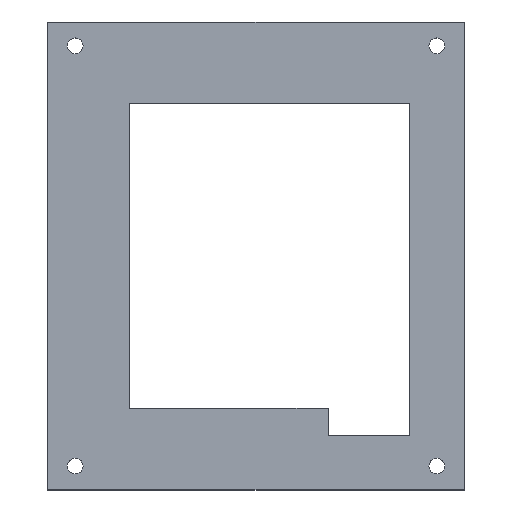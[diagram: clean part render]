
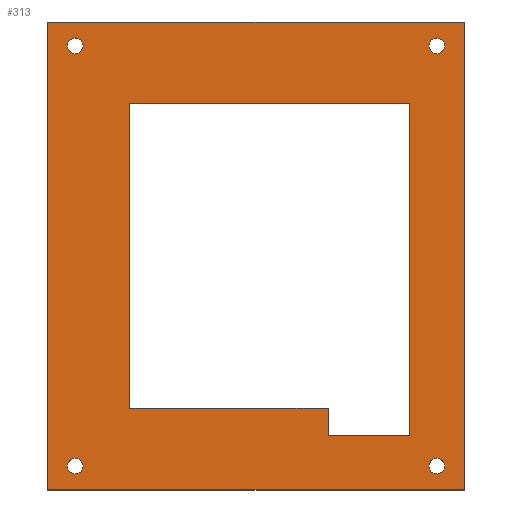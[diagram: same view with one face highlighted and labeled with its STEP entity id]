
A CAD part, top view. The second image highlights one B-rep face of the part: STEP entity #313.
In plain terms, the highlighted planar face has unit normal (0, 0, 1).
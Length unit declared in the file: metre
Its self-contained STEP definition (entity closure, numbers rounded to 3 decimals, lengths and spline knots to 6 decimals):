
#13=CIRCLE('',#337,0.00145);
#15=CIRCLE('',#340,0.00145);
#17=CIRCLE('',#343,0.00145);
#19=CIRCLE('',#348,0.00145);
#86=ORIENTED_EDGE('',*,*,#110,.T.);
#87=ORIENTED_EDGE('',*,*,#134,.F.);
#88=ORIENTED_EDGE('',*,*,#123,.F.);
#89=ORIENTED_EDGE('',*,*,#120,.F.);
#90=ORIENTED_EDGE('',*,*,#117,.F.);
#91=ORIENTED_EDGE('',*,*,#114,.T.);
#92=ORIENTED_EDGE('',*,*,#100,.F.);
#93=ORIENTED_EDGE('',*,*,#132,.F.);
#94=ORIENTED_EDGE('',*,*,#107,.T.);
#95=ORIENTED_EDGE('',*,*,#104,.T.);
#96=ORIENTED_EDGE('',*,*,#131,.F.);
#97=ORIENTED_EDGE('',*,*,#129,.T.);
#98=ORIENTED_EDGE('',*,*,#127,.T.);
#99=ORIENTED_EDGE('',*,*,#137,.F.);
#100=EDGE_CURVE('',#138,#139,#166,.T.);
#104=EDGE_CURVE('',#142,#139,#170,.T.);
#107=EDGE_CURVE('',#144,#142,#173,.T.);
#110=EDGE_CURVE('',#146,#147,#176,.T.);
#114=EDGE_CURVE('',#150,#146,#180,.T.);
#117=EDGE_CURVE('',#150,#152,#183,.T.);
#120=EDGE_CURVE('',#152,#154,#186,.T.);
#123=EDGE_CURVE('',#154,#156,#189,.T.);
#127=EDGE_CURVE('',#159,#159,#13,.T.);
#129=EDGE_CURVE('',#161,#161,#15,.T.);
#131=EDGE_CURVE('',#163,#163,#17,.T.);
#132=EDGE_CURVE('',#144,#138,#192,.T.);
#134=EDGE_CURVE('',#156,#147,#194,.T.);
#137=EDGE_CURVE('',#165,#165,#19,.T.);
#138=VERTEX_POINT('',#434);
#139=VERTEX_POINT('',#435);
#142=VERTEX_POINT('',#443);
#144=VERTEX_POINT('',#449);
#146=VERTEX_POINT('',#455);
#147=VERTEX_POINT('',#456);
#150=VERTEX_POINT('',#464);
#152=VERTEX_POINT('',#470);
#154=VERTEX_POINT('',#476);
#156=VERTEX_POINT('',#482);
#159=VERTEX_POINT('',#490);
#161=VERTEX_POINT('',#495);
#163=VERTEX_POINT('',#500);
#165=VERTEX_POINT('',#511);
#166=LINE('',#433,#196);
#170=LINE('',#442,#200);
#173=LINE('',#448,#203);
#176=LINE('',#454,#206);
#180=LINE('',#463,#210);
#183=LINE('',#469,#213);
#186=LINE('',#475,#216);
#189=LINE('',#481,#219);
#192=LINE('',#502,#222);
#194=LINE('',#505,#224);
#196=VECTOR('',#355,1.);
#200=VECTOR('',#361,1.);
#203=VECTOR('',#366,1.);
#206=VECTOR('',#371,1.);
#210=VECTOR('',#377,1.);
#213=VECTOR('',#382,1.);
#216=VECTOR('',#387,1.);
#219=VECTOR('',#392,1.);
#222=VECTOR('',#415,1.);
#224=VECTOR('',#419,1.);
#250=EDGE_LOOP('',(#86,#87,#88,#89,#90,#91));
#251=EDGE_LOOP('',(#92,#93,#94,#95));
#252=EDGE_LOOP('',(#96));
#253=EDGE_LOOP('',(#97));
#254=EDGE_LOOP('',(#98));
#255=EDGE_LOOP('',(#99));
#280=FACE_BOUND('',#250,.T.);
#281=FACE_BOUND('',#251,.T.);
#282=FACE_BOUND('',#252,.T.);
#283=FACE_BOUND('',#253,.T.);
#284=FACE_BOUND('',#254,.T.);
#285=FACE_BOUND('',#255,.T.);
#297=PLANE('',#350);
#313=ADVANCED_FACE('',(#280,#281,#282,#283,#284,#285),#297,.F.);
#337=AXIS2_PLACEMENT_3D('',#489,#399,#400);
#340=AXIS2_PLACEMENT_3D('',#494,#405,#406);
#343=AXIS2_PLACEMENT_3D('',#499,#411,#412);
#348=AXIS2_PLACEMENT_3D('',#510,#425,#426);
#350=AXIS2_PLACEMENT_3D('',#513,#429,#430);
#355=DIRECTION('',(1.,0.,0.));
#361=DIRECTION('',(0.,1.,0.));
#366=DIRECTION('',(1.,0.,0.));
#371=DIRECTION('',(0.,1.,0.));
#377=DIRECTION('',(-1.,0.,0.));
#382=DIRECTION('',(0.,-1.,0.));
#387=DIRECTION('',(1.,0.,0.));
#392=DIRECTION('',(0.,1.,0.));
#399=DIRECTION('',(0.,0.,-1.));
#400=DIRECTION('',(1.,0.,0.));
#405=DIRECTION('',(0.,0.,-1.));
#406=DIRECTION('',(1.,0.,0.));
#411=DIRECTION('',(0.,0.,1.));
#412=DIRECTION('',(1.,0.,0.));
#415=DIRECTION('',(0.,1.,0.));
#419=DIRECTION('',(-1.,0.,0.));
#425=DIRECTION('',(0.,0.,1.));
#426=DIRECTION('',(1.,0.,0.));
#429=DIRECTION('',(0.,0.,-1.));
#430=DIRECTION('',(1.,0.,0.));
#433=CARTESIAN_POINT('',(0.021268,0.086,-0.01));
#434=CARTESIAN_POINT('',(0.,0.086,-0.01));
#435=CARTESIAN_POINT('',(0.0765,0.086,-0.01));
#442=CARTESIAN_POINT('',(0.0765,0.02463,-0.01));
#443=CARTESIAN_POINT('',(0.0765,0.,-0.01));
#448=CARTESIAN_POINT('',(0.03825,0.,-0.01));
#449=CARTESIAN_POINT('',(0.,0.,-0.01));
#454=CARTESIAN_POINT('',(0.015,0.043,-0.01));
#455=CARTESIAN_POINT('',(0.015,0.015,-0.01));
#456=CARTESIAN_POINT('',(0.015,0.071,-0.01));
#463=CARTESIAN_POINT('',(0.03325,0.015,-0.01));
#464=CARTESIAN_POINT('',(0.0515,0.015,-0.01));
#469=CARTESIAN_POINT('',(0.0515,0.0125,-0.01));
#470=CARTESIAN_POINT('',(0.0515,0.01,-0.01));
#475=CARTESIAN_POINT('',(0.03825,0.01,-0.01));
#476=CARTESIAN_POINT('',(0.0665,0.01,-0.01));
#481=CARTESIAN_POINT('',(0.0665,0.043,-0.01));
#482=CARTESIAN_POINT('',(0.0665,0.071,-0.01));
#489=CARTESIAN_POINT('',(0.005007,0.00439,-0.01));
#490=CARTESIAN_POINT('',(0.006457,0.00439,-0.01));
#494=CARTESIAN_POINT('',(0.071493,0.08161,-0.01));
#495=CARTESIAN_POINT('',(0.072943,0.08161,-0.01));
#499=CARTESIAN_POINT('',(0.005007,0.08161,-0.01));
#500=CARTESIAN_POINT('',(0.006457,0.08161,-0.01));
#502=CARTESIAN_POINT('',(0.,0.0845,-0.01));
#505=CARTESIAN_POINT('',(0.064,0.071,-0.01));
#510=CARTESIAN_POINT('',(0.071493,0.00439,-0.01));
#511=CARTESIAN_POINT('',(0.072943,0.00439,-0.01));
#513=CARTESIAN_POINT('',(0.03825,0.043,-0.01));
